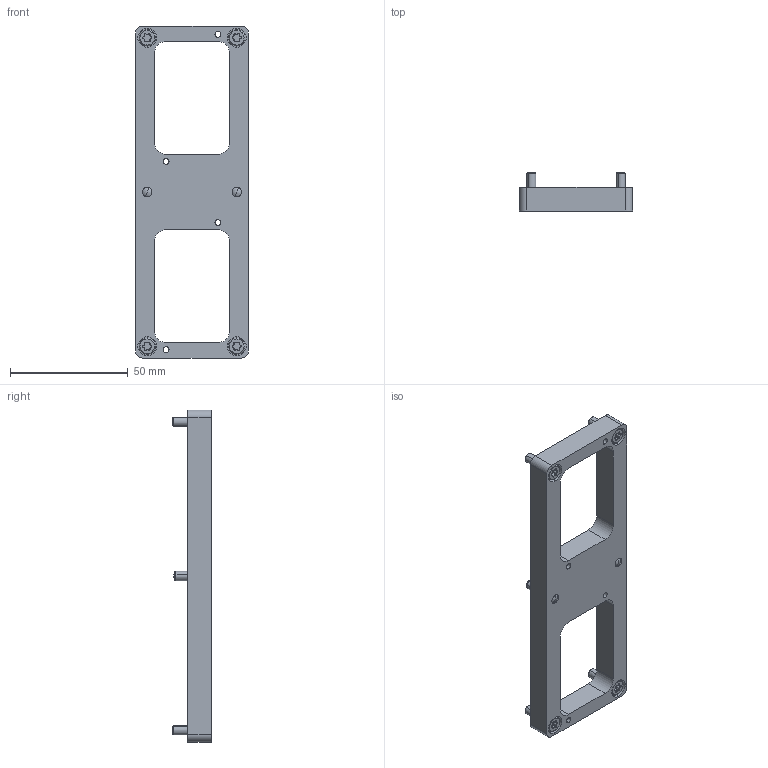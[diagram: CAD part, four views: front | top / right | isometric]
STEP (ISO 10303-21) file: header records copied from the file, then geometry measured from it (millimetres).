
FILE_DESCRIPTION (( 'STEP AP214' ), '1' );
FILE_NAME ('INGUN_116652.STEP', '2025-06-30T09:39:20', ( '' ), ( '' ), 'SwSTEP 2.0', 'SolidWorks 2023', '' );
FILE_SCHEMA (( 'AUTOMOTIVE_DESIGN' ));
Length unit declared in the file: millimetre
Products named in the file (4): DIN6325~n_04,0m6x016; DIN912~n_M04,0x012; 33240~2_S; INGUN_116652
Assembly tree (7 placements, depth 2):
  INGUN_116652
    33240~2_S
    DIN912~n_M04,0x012  x4
    DIN6325~n_04,0m6x016  x2
Bounding box: 48 x 16.4 x 141 mm (x, y, z)
Volume: 37148.2 mm3; surface area: 17089.6 mm2
Topology: 7 solids, 7 shells, 192 faces, 476 edges, 312 vertices
Faces by surface type: cylinder 128, plane 36, cone 20, sphere 8
Entity records: 3266 total; most frequent: DIRECTION 597, CARTESIAN_POINT 513, ORIENTED_EDGE 490, AXIS2_PLACEMENT_3D 246, EDGE_CURVE 245, VERTEX_POINT 162, CIRCLE 140, EDGE_LOOP 127
